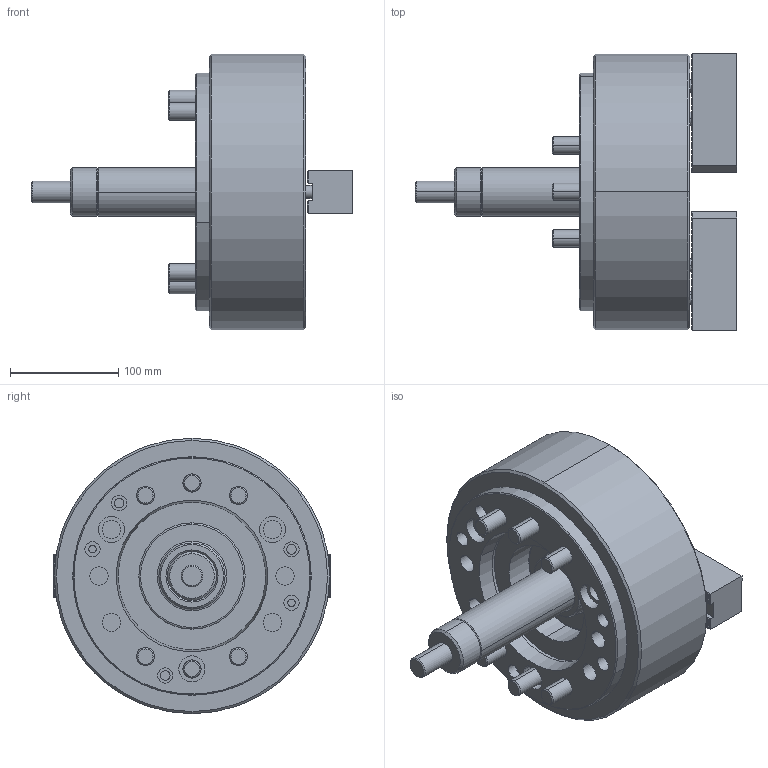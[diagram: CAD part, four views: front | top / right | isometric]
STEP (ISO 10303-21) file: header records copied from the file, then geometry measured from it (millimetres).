
FILE_DESCRIPTION (( 'STEP AP203' ), '1' );
FILE_NAME ('CF-2P-10A8.STEP', '2018-08-08T05:29:19', ( '' ), ( '' ), 'SwSTEP 2.0', 'SolidWorks 2016', '' );
FILE_SCHEMA (( 'CONFIG_CONTROL_DESIGN' ));
Length unit declared in the file: metre
Products named in the file (12): 3H-10-11000-A8法蘭; 2P-10中仁; CF-2P-10A8; M5x12; 2P-10連接管; M16x110; SJ-10; 2P-10本體; M12x30; 2P-10連接管螺帽; 2P-10防塵蓋; 2P-10連接管螺栓
Assembly tree (23 placements, depth 2):
  CF-2P-10A8
    2P-10本體
    2P-10中仁
    SJ-10  x2
    2P-10連接管
    2P-10連接管螺栓
    2P-10連接管螺帽
    M16x110  x6
    M12x30  x4
    2P-10防塵蓋
    M5x12  x4
    3H-10-11000-A8法蘭
Bounding box: 296.2 x 255.33 x 254 mm (x, y, z)
Volume: 4988976.7 mm3; surface area: 525771.2 mm2
Topology: 23 solids, 23 shells, 1835 faces, 5060 edges, 3296 vertices
Faces by surface type: plane 1183, cylinder 502, cone 144, torus 6
Entity records: 31714 total; most frequent: CARTESIAN_POINT 6333, ORIENTED_EDGE 5220, DIRECTION 4672, EDGE_CURVE 2610, LINE 1808, VECTOR 1808, VERTEX_POINT 1717, AXIS2_PLACEMENT_3D 1432
